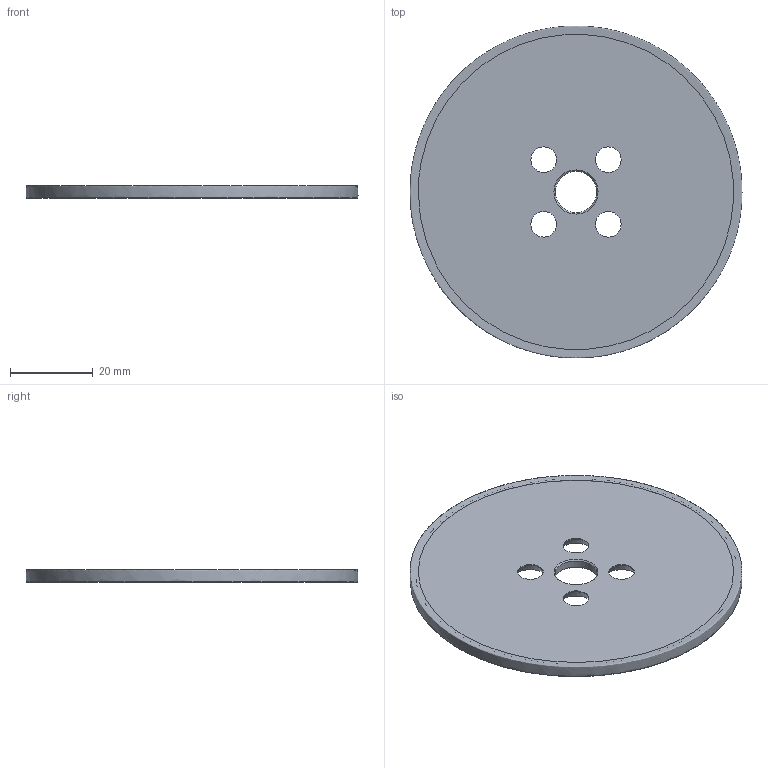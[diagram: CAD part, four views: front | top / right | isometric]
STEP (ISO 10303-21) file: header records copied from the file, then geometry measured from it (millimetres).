
FILE_DESCRIPTION(/* description */ (''),/* implementation_level */ '2;1');
FILE_NAME(/* name */ 'toolassembly_1.stp',/* time_stamp */ '2018-10-19T13:09:09+02:00',/* author */ (''),/* organization */ ('SMS'),/* preprocessor_version */ 'ST-DEVELOPER v15',/* originating_system */ 'SIEMENS PLM Software NX 8.5',/* authorisation */ '');
FILE_SCHEMA (('AUTOMOTIVE_DESIGN { 1 0 10303 214 3 1 1 1 }'));
Length unit declared in the file: millimetre
Products named in the file (4): ASSEMBLY_CONSTRUCTION; CUT_20181019130452; NOCUT_20181019130449; TOOLASSEMBLY_1
Assembly tree (3 placements, depth 2):
  TOOLASSEMBLY_1
    NOCUT_20181019130449
    CUT_20181019130452
    ASSEMBLY_CONSTRUCTION
Bounding box: 80 x 80 x 2.99 mm (x, y, z)
Volume: 12439 mm3; surface area: 12260 mm2
Topology: 2 solids, 2 shells, 24 faces, 64 edges, 52 vertices
Faces by surface type: cone 14, cylinder 6, plane 2, bspline 2
Full cylindrical faces by diameter (mm): 6.168 x4, 10.005 x1, 78.217 x1
Entity records: 4159 total; most frequent: CARTESIAN_POINT 3418, DIRECTION 136, ORIENTED_EDGE 84, AXIS2_PLACEMENT_3D 68, EDGE_LOOP 48, EDGE_CURVE 42, FACE_BOUND 40, VERTEX_POINT 34
